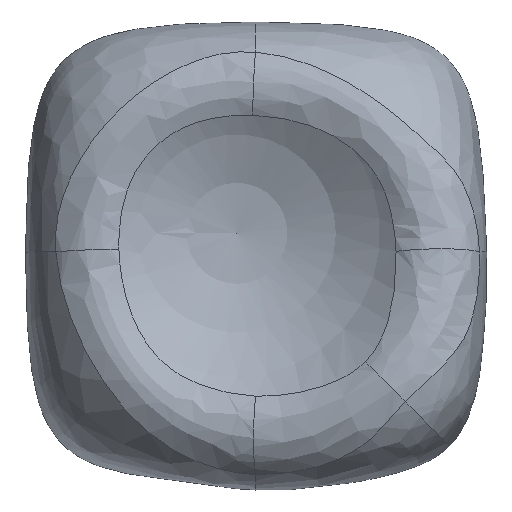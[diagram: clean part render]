
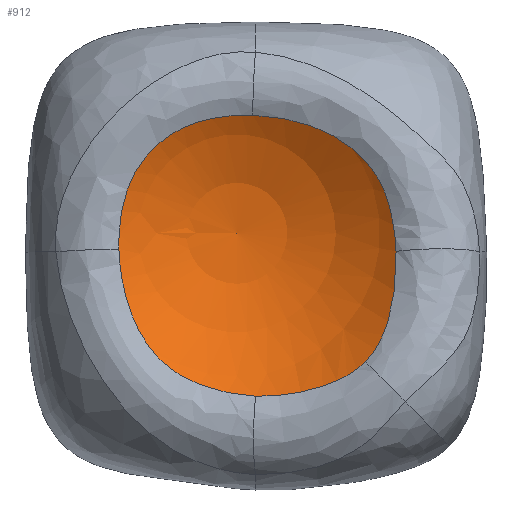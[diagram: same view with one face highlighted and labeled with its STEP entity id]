
A CAD part, top view. The second image highlights one B-rep face of the part: STEP entity #912.
In plain terms, the highlighted spherical face has radius 9.5 mm.
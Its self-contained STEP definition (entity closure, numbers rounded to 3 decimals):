
#15=SPHERICAL_SURFACE('',#1009,9.5);
#72=B_SPLINE_CURVE_WITH_KNOTS('',3,(#6134,#6135,#6136,#6137),
 .UNSPECIFIED.,.F.,.F.,(4,4),(0.,0.073),.UNSPECIFIED.);
#73=B_SPLINE_CURVE_WITH_KNOTS('',3,(#6138,#6139,#6140,#6141,#6142,#6143,
#6144,#6145,#6146),.UNSPECIFIED.,.F.,.F.,(4,1,1,1,1,1,4),(0.073,
0.143,0.286,0.571,0.786,
0.857,1.),.UNSPECIFIED.);
#74=B_SPLINE_CURVE_WITH_KNOTS('',3,(#6221,#6222,#6223,#6224,#6225,#6226,
#6227,#6228,#6229,#6230,#6231,#6232),.UNSPECIFIED.,.F.,.F.,(4,1,1,1,1,1,
1,1,1,4),(0.,0.147,0.442,0.589,0.663,
0.737,0.81,0.884,0.958,
1.031),.UNSPECIFIED.);
#75=B_SPLINE_CURVE_WITH_KNOTS('',3,(#6295,#6296,#6297,#6298,#6299,#6300,
#6301,#6302,#6303,#6304),.UNSPECIFIED.,.F.,.F.,(4,1,1,1,1,1,1,4),(0.,0.157,
0.235,0.314,0.392,0.471,
0.51,0.549),.UNSPECIFIED.);
#77=B_SPLINE_CURVE_WITH_KNOTS('',3,(#6357,#6358,#6359,#6360,#6361,#6362,
#6363),.UNSPECIFIED.,.F.,.F.,(4,1,1,1,4),(0.,0.078,0.156,
0.313,0.548),.UNSPECIFIED.);
#79=B_SPLINE_CURVE_WITH_KNOTS('',3,(#6448,#6449,#6450,#6451,#6452,#6453,
#6454,#6455,#6456,#6457,#6458,#6459),.UNSPECIFIED.,.F.,.F.,(4,1,1,1,1,1,
1,1,1,4),(0.,0.037,0.075,0.15,0.299,
0.449,0.598,0.748,0.822,
1.047),.UNSPECIFIED.);
#276=FACE_OUTER_BOUND('',#337,.T.);
#337=EDGE_LOOP('',(#845,#846,#847,#848,#849,#850,#851,#852));
#377=CIRCLE('',#1010,9.5);
#449=VERTEX_POINT('',#6129);
#450=VERTEX_POINT('',#6131);
#451=VERTEX_POINT('',#6133);
#452=VERTEX_POINT('',#6219);
#453=VERTEX_POINT('',#6293);
#454=VERTEX_POINT('',#6347);
#456=VERTEX_POINT('',#6570);
#576=EDGE_CURVE('',#450,#451,#72,.T.);
#577=EDGE_CURVE('',#451,#449,#73,.T.);
#579=EDGE_CURVE('',#449,#452,#74,.T.);
#581=EDGE_CURVE('',#452,#453,#75,.T.);
#584=EDGE_CURVE('',#453,#454,#77,.T.);
#586=EDGE_CURVE('',#454,#450,#79,.T.);
#588=EDGE_CURVE('',#456,#451,#377,.T.);
#845=ORIENTED_EDGE('',*,*,#576,.F.);
#846=ORIENTED_EDGE('',*,*,#586,.F.);
#847=ORIENTED_EDGE('',*,*,#584,.F.);
#848=ORIENTED_EDGE('',*,*,#581,.F.);
#849=ORIENTED_EDGE('',*,*,#579,.F.);
#850=ORIENTED_EDGE('',*,*,#577,.F.);
#851=ORIENTED_EDGE('',*,*,#588,.F.);
#852=ORIENTED_EDGE('',*,*,#588,.T.);
#912=ADVANCED_FACE('',(#276),#15,.F.);
#1009=AXIS2_PLACEMENT_3D('',#6569,#1230,#1231);
#1010=AXIS2_PLACEMENT_3D('',#6571,#1232,#1233);
#1230=DIRECTION('center_axis',(0.,0.,1.));
#1231=DIRECTION('ref_axis',(1.,0.,0.));
#1232=DIRECTION('center_axis',(0.,1.,0.));
#1233=DIRECTION('ref_axis',(-1.,0.,0.));
#6129=CARTESIAN_POINT('',(-0.105,5.191,4.646));
#6131=CARTESIAN_POINT('',(-5.191,0.104,4.647));
#6133=CARTESIAN_POINT('',(-5.185,0.707,4.622));
#6134=CARTESIAN_POINT('Ctrl Pts',(-5.191,0.104,4.647));
#6135=CARTESIAN_POINT('Ctrl Pts',(-5.198,0.305,4.636));
#6136=CARTESIAN_POINT('Ctrl Pts',(-5.196,0.506,4.627));
#6137=CARTESIAN_POINT('Ctrl Pts',(-5.185,0.707,4.622));
#6138=CARTESIAN_POINT('Ctrl Pts',(-5.185,0.707,4.622));
#6139=CARTESIAN_POINT('Ctrl Pts',(-5.174,0.899,4.616));
#6140=CARTESIAN_POINT('Ctrl Pts',(-5.118,1.481,4.606));
#6141=CARTESIAN_POINT('Ctrl Pts',(-4.813,2.827,4.632));
#6142=CARTESIAN_POINT('Ctrl Pts',(-3.731,4.325,4.663));
#6143=CARTESIAN_POINT('Ctrl Pts',(-2.248,4.96,4.616));
#6144=CARTESIAN_POINT('Ctrl Pts',(-1.09,5.175,4.609));
#6145=CARTESIAN_POINT('Ctrl Pts',(-0.497,5.205,4.626));
#6146=CARTESIAN_POINT('Ctrl Pts',(-0.105,5.191,4.646));
#6219=CARTESIAN_POINT('',(5.341,0.019,5.707));
#6221=CARTESIAN_POINT('Ctrl Pts',(-0.105,5.191,4.646));
#6222=CARTESIAN_POINT('Ctrl Pts',(0.3,5.177,4.668));
#6223=CARTESIAN_POINT('Ctrl Pts',(1.507,5.047,4.773));
#6224=CARTESIAN_POINT('Ctrl Pts',(3.042,4.492,5.06));
#6225=CARTESIAN_POINT('Ctrl Pts',(4.113,3.571,5.312));
#6226=CARTESIAN_POINT('Ctrl Pts',(4.596,2.927,5.429));
#6227=CARTESIAN_POINT('Ctrl Pts',(4.88,2.39,5.494));
#6228=CARTESIAN_POINT('Ctrl Pts',(5.077,1.814,5.537));
#6229=CARTESIAN_POINT('Ctrl Pts',(5.211,1.221,5.578));
#6230=CARTESIAN_POINT('Ctrl Pts',(5.301,0.622,5.633));
#6231=CARTESIAN_POINT('Ctrl Pts',(5.336,0.22,5.683));
#6232=CARTESIAN_POINT('Ctrl Pts',(5.341,0.019,5.707));
#6293=CARTESIAN_POINT('',(4.176,-4.178,6.477));
#6295=CARTESIAN_POINT('Ctrl Pts',(5.341,0.019,5.707));
#6296=CARTESIAN_POINT('Ctrl Pts',(5.353,-0.41,5.757));
#6297=CARTESIAN_POINT('Ctrl Pts',(5.331,-1.052,5.857));
#6298=CARTESIAN_POINT('Ctrl Pts',(5.22,-1.89,6.034));
#6299=CARTESIAN_POINT('Ctrl Pts',(5.084,-2.508,6.18));
#6300=CARTESIAN_POINT('Ctrl Pts',(4.881,-3.108,6.321));
#6301=CARTESIAN_POINT('Ctrl Pts',(4.638,-3.584,6.416));
#6302=CARTESIAN_POINT('Ctrl Pts',(4.394,-3.937,6.466));
#6303=CARTESIAN_POINT('Ctrl Pts',(4.252,-4.101,6.477));
#6304=CARTESIAN_POINT('Ctrl Pts',(4.176,-4.178,6.477));
#6347=CARTESIAN_POINT('',(0.008,-5.488,5.834));
#6357=CARTESIAN_POINT('Ctrl Pts',(4.176,-4.178,6.477));
#6358=CARTESIAN_POINT('Ctrl Pts',(4.024,-4.33,6.478));
#6359=CARTESIAN_POINT('Ctrl Pts',(3.684,-4.597,6.444));
#6360=CARTESIAN_POINT('Ctrl Pts',(2.932,-5.003,6.312));
#6361=CARTESIAN_POINT('Ctrl Pts',(1.717,-5.388,6.063));
#6362=CARTESIAN_POINT('Ctrl Pts',(0.65,-5.501,5.908));
#6363=CARTESIAN_POINT('Ctrl Pts',(0.008,-5.488,
5.834));
#6448=CARTESIAN_POINT('Ctrl Pts',(0.008,-5.488,
5.834));
#6449=CARTESIAN_POINT('Ctrl Pts',(-0.094,-5.486,
5.822));
#6450=CARTESIAN_POINT('Ctrl Pts',(-0.298,-5.472,
5.794));
#6451=CARTESIAN_POINT('Ctrl Pts',(-0.703,-5.423,
5.737));
#6452=CARTESIAN_POINT('Ctrl Pts',(-1.404,-5.291,5.645));
#6453=CARTESIAN_POINT('Ctrl Pts',(-2.388,-4.985,5.548));
#6454=CARTESIAN_POINT('Ctrl Pts',(-3.449,-4.344,5.401));
#6455=CARTESIAN_POINT('Ctrl Pts',(-4.244,-3.407,5.168));
#6456=CARTESIAN_POINT('Ctrl Pts',(-4.685,-2.493,4.97));
#6457=CARTESIAN_POINT('Ctrl Pts',(-5.053,-1.329,4.768));
#6458=CARTESIAN_POINT('Ctrl Pts',(-5.17,-0.512,
4.68));
#6459=CARTESIAN_POINT('Ctrl Pts',(-5.191,0.104,4.647));
#6569=CARTESIAN_POINT('Origin',(-0.707,0.707,13.));
#6570=CARTESIAN_POINT('',(-0.707,0.707,3.5));
#6571=CARTESIAN_POINT('Origin',(-0.707,0.707,13.));
